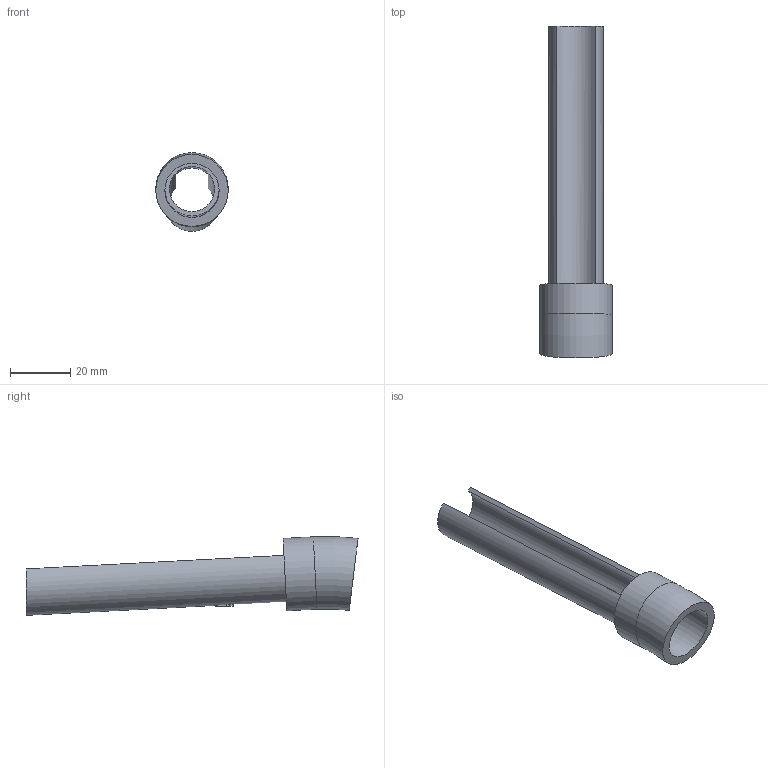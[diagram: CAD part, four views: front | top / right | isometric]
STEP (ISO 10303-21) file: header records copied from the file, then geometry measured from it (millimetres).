
FILE_DESCRIPTION(/* description */ ('STEP AP242','CAx-IF Rec.Pracs.---Representation and Presentation of Product Manufacturing Information (PMI)---4.0---2014-10-13','CAx-IF Rec.Pracs.---3D Tessellated Geometry---0.4---2014-09-14','2;1'),/* implementation_level */ '2;1');
FILE_NAME(/* name */ '66d5ba4d88e2e62abc30a529',/* time_stamp */ '2024-09-02T13:14:54Z',/* author */ (''),/* organization */ (''),/* preprocessor_version */ 'ST-DEVELOPER v20',/* originating_system */ ' ',/* authorisation */ ' ');
FILE_SCHEMA (('AP242_MANAGED_MODEL_BASED_3D_ENGINEERING_MIM_LF { 1 0 10303 442 1 1 4 }'));
Length unit declared in the file: metre
Products named in the file (1): corridor_11
Bounding box: 24 x 109.96 x 26.07 mm (x, y, z)
Volume: 10304.6 mm3; surface area: 10418 mm2
Topology: 1 solids, 1 shells, 28 faces, 68 edges, 45 vertices
Faces by surface type: plane 22, cylinder 4, torus 2
Full cylindrical faces by diameter (mm): 15 x1, 24 x1
Entity records: 821 total; most frequent: DIRECTION 141, CARTESIAN_POINT 136, ORIENTED_EDGE 126, EDGE_CURVE 63, AXIS2_PLACEMENT_3D 49, VERTEX_POINT 44, LINE 43, VECTOR 43
